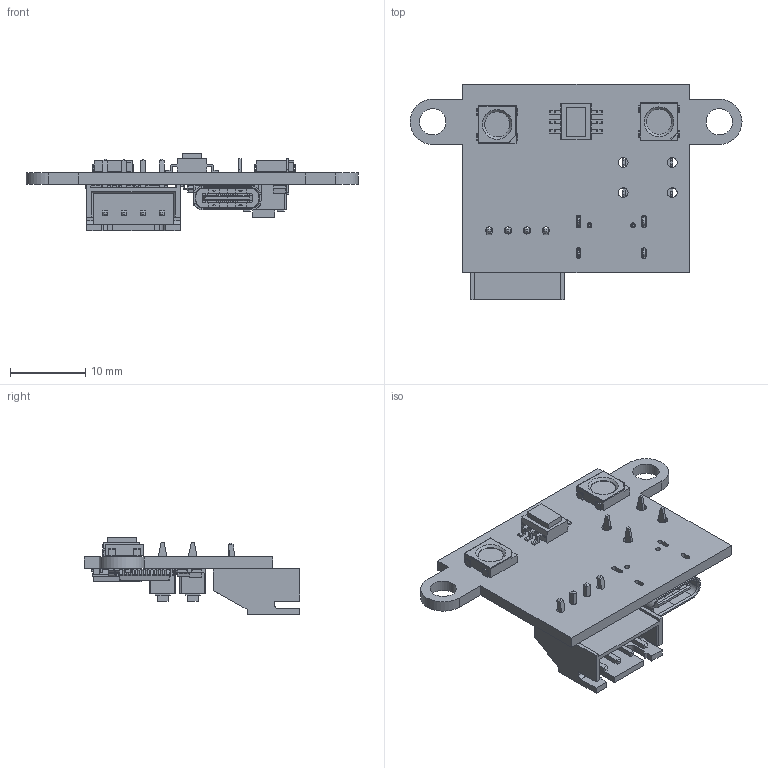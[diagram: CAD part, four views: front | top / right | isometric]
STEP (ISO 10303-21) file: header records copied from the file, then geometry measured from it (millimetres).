
FILE_DESCRIPTION(('KiCad electronic assembly'),'2;1');
FILE_NAME('02-BOTTOM.step','2025-10-04T00:18:32',('Pcbnew'),('Kicad'), 'Open CASCADE STEP processor 7.9','KiCad to STEP converter','Unknown' );
FILE_SCHEMA(('AUTOMOTIVE_DESIGN { 1 0 10303 214 1 1 1 1 }'));
Length unit declared in the file: millimetre
Products named in the file (16): 02-BOTTOM 1; LED_WS2812B_PLCC4_5.0x5.0mm_P3.2mm; S9706 v1 v1; LQFP-48_7x7mm_P0.5mm; C_0402_1005Metric; R_0805_2012Metric; R_0402_1005Metric; C_0805_2012Metric; TVBP06_SW v2; MSOP-10_3x3mm_P0.5mm; C_0603_1608Metric; LED_1206_3216Metric; JST_XH_S4B-XH-A_1x04_P2.50mm_Horizontal; USB_C_Receptacle_GCT_USB4105-xx-A_16P_TopMnt_Horizontal; SOT-223; 02-BOTTOM_PCB
Assembly tree (32 placements, depth 2):
  02-BOTTOM 1
    LED_WS2812B_PLCC4_5.0x5.0mm_P3.2mm  x2
    S9706 v1 v1
    LQFP-48_7x7mm_P0.5mm
    C_0402_1005Metric  x8
    R_0805_2012Metric  x4
    R_0402_1005Metric  x4
    C_0805_2012Metric  x2
    TVBP06_SW v2  x2
    MSOP-10_3x3mm_P0.5mm
    C_0603_1608Metric
    LED_1206_3216Metric  x2
    JST_XH_S4B-XH-A_1x04_P2.50mm_Horizontal
    USB_C_Receptacle_GCT_USB4105-xx-A_16P_TopMnt_Horizontal
    SOT-223
    02-BOTTOM_PCB
Bounding box: 44 x 28.6 x 10.33 mm (x, y, z)
Volume: 1997.2 mm3; surface area: 4208.6 mm2
Topology: 67 solids, 67 shells, 2808 faces, 7409 edges, 4761 vertices
Faces by surface type: plane 2026, cylinder 732, bspline 40, cone 10
Full cylindrical faces by diameter (mm): 0.5 x2, 0.65 x2, 0.95 x4, 1.3 x4, 3.333 x2, 3.5 x2
Entity records: 86327 total; most frequent: CARTESIAN_POINT 12352, ORIENTED_EDGE 11925, DIRECTION 11496, EDGE_CURVE 5963, LINE 4794, VECTOR 4794, VERTEX_POINT 3811, AXIS2_PLACEMENT_3D 3351
